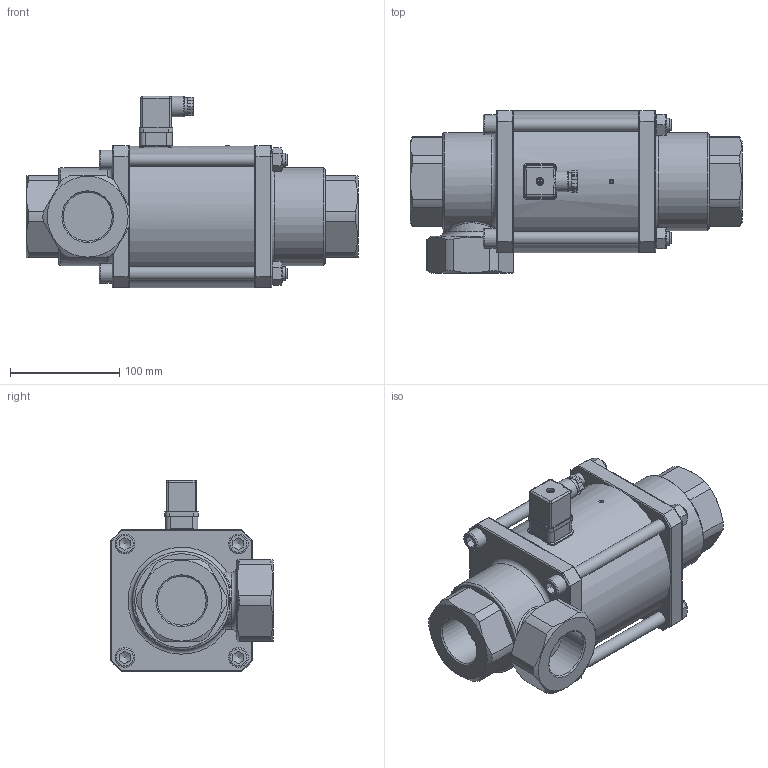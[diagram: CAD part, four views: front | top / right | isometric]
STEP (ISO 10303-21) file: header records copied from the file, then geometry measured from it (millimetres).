
FILE_DESCRIPTION(/* description */ ('Teil 1'),/* implementation_level */ '2;1');
FILE_NAME(/* name */ 'Typ 370 NC DN40 G64.stp',/* time_stamp */ '2025-10-13T16:00:59+02:00',/* author */ ('dzuern'),/* organization */ (''),/* preprocessor_version */ 'ST-DEVELOPER v20',/* originating_system */ 'Autodesk Inventor 2025',/* authorisation */ '');
FILE_SCHEMA (('AUTOMOTIVE_DESIGN { 1 0 10303 214 3 1 1 }'));
Length unit declared in the file: millimetre
Products named in the file (1): BG-93701430_Vereinfachen_1
Bounding box: 304 x 149 x 175.2 mm (x, y, z)
Volume: 3094144.1 mm3; surface area: 206277.9 mm2
Topology: 1 solids, 1 shells, 413 faces, 1028 edges, 647 vertices
Faces by surface type: plane 200, cylinder 127, cone 44, torus 27, bspline 10, sphere 5
Full cylindrical faces by diameter (mm): 2 x1, 4.917 x4, 7.2 x1, 9.5 x1, 12 x8, 12.5 x8, 16 x1, 18 x4, 18.9 x1, 44.845 x3, 90 x1, 130 x1
Entity records: 12920 total; most frequent: CARTESIAN_POINT 3270, ORIENTED_EDGE 2030, DIRECTION 2005, EDGE_CURVE 1015, AXIS2_PLACEMENT_3D 756, VERTEX_POINT 647, LINE 493, VECTOR 493
